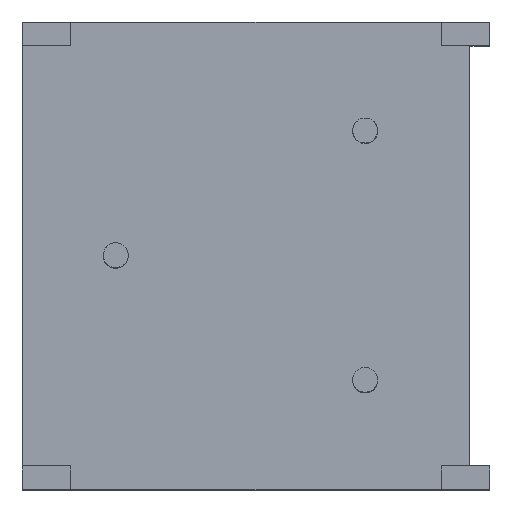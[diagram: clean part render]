
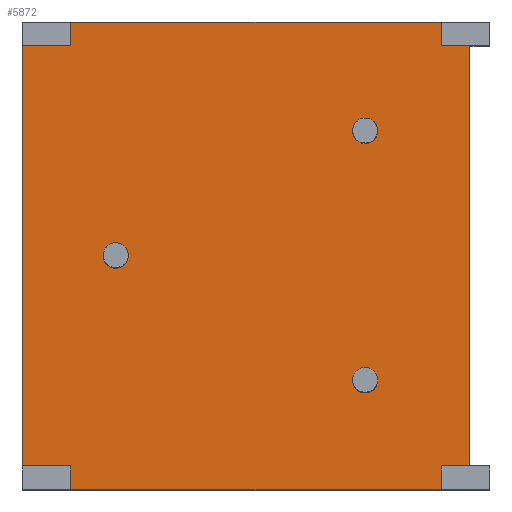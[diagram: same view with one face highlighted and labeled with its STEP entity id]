
A CAD part, top view. The second image highlights one B-rep face of the part: STEP entity #5872.
In plain terms, the highlighted free-form (B-spline) face has degree [1, 1] with [2, 2] control points.
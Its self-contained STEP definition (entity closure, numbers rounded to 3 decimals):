
#594=EDGE_CURVE('',#1690,#1691,#1692,.T.);
#596=EDGE_CURVE('',#1694,#1691,#1695,.T.);
#598=EDGE_CURVE('',#1694,#1697,#1698,.T.);
#600=EDGE_CURVE('',#1697,#1700,#1701,.T.);
#602=EDGE_CURVE('',#1703,#1700,#1704,.T.);
#604=EDGE_CURVE('',#1706,#1703,#1707,.T.);
#606=EDGE_CURVE('',#1706,#1709,#1710,.T.);
#608=EDGE_CURVE('',#1712,#1709,#1713,.T.);
#610=EDGE_CURVE('',#1712,#1715,#1716,.T.);
#612=EDGE_CURVE('',#1715,#1718,#1719,.T.);
#614=EDGE_CURVE('',#1721,#1718,#1722,.T.);
#616=EDGE_CURVE('',#1721,#1690,#1724,.T.);
#618=EDGE_CURVE('',#1726,#1727,#1728,.T.);
#620=EDGE_CURVE('',#1727,#1726,#1730,.T.);
#622=EDGE_CURVE('',#1732,#1733,#1734,.T.);
#624=EDGE_CURVE('',#1733,#1732,#1736,.T.);
#626=EDGE_CURVE('',#1738,#1739,#1740,.T.);
#628=EDGE_CURVE('',#1739,#1738,#1742,.T.);
#1690=VERTEX_POINT('',#3499);
#1691=VERTEX_POINT('',#3500);
#1692=LINE('',#3501,#3502);
#1694=VERTEX_POINT('',#3505);
#1695=LINE('',#3506,#3507);
#1697=VERTEX_POINT('',#3510);
#1698=LINE('',#3511,#3512);
#1700=VERTEX_POINT('',#3515);
#1701=LINE('',#3516,#3517);
#1703=VERTEX_POINT('',#3520);
#1704=LINE('',#3521,#3522);
#1706=VERTEX_POINT('',#3525);
#1707=LINE('',#3526,#3527);
#1709=VERTEX_POINT('',#3530);
#1710=LINE('',#3531,#3532);
#1712=VERTEX_POINT('',#3535);
#1713=LINE('',#3536,#3537);
#1715=VERTEX_POINT('',#3540);
#1716=LINE('',#3541,#3542);
#1718=VERTEX_POINT('',#3545);
#1719=LINE('',#3546,#3547);
#1721=VERTEX_POINT('',#3550);
#1722=LINE('',#3551,#3552);
#1724=LINE('',#3555,#3556);
#1726=VERTEX_POINT('',#3559);
#1727=VERTEX_POINT('',#3560);
#1728=CIRCLE('',#3561,0.254);
#1730=CIRCLE('',#3564,0.254);
#1732=VERTEX_POINT('',#3567);
#1733=VERTEX_POINT('',#3568);
#1734=CIRCLE('',#3569,0.254);
#1736=CIRCLE('',#3572,0.254);
#1738=VERTEX_POINT('',#3575);
#1739=VERTEX_POINT('',#3576);
#1740=CIRCLE('',#3577,0.254);
#1742=CIRCLE('',#3580,0.254);
#3499=CARTESIAN_POINT('',(4.42,4.28,0.0));
#3500=CARTESIAN_POINT('',(3.835,4.28,0.0));
#3501=CARTESIAN_POINT('',(4.42,4.28,0.0));
#3502=VECTOR('',#6148,0.584);
#3505=CARTESIAN_POINT('',(3.835,4.763,0.0));
#3506=CARTESIAN_POINT('',(3.835,4.763,0.0));
#3507=VECTOR('',#6149,0.483);
#3510=CARTESIAN_POINT('',(-3.708,4.763,0.0));
#3511=CARTESIAN_POINT('',(3.835,4.763,0.0));
#3512=VECTOR('',#6150,7.544);
#3515=CARTESIAN_POINT('',(-3.708,4.28,0.0));
#3516=CARTESIAN_POINT('',(-3.708,4.763,0.0));
#3517=VECTOR('',#6151,0.483);
#3520=CARTESIAN_POINT('',(-4.699,4.28,0.0));
#3521=CARTESIAN_POINT('',(-4.699,4.28,0.0));
#3522=VECTOR('',#6152,0.991);
#3525=CARTESIAN_POINT('',(-4.699,-4.28,0.0));
#3526=CARTESIAN_POINT('',(-4.699,-4.28,0.0));
#3527=VECTOR('',#6153,8.56);
#3530=CARTESIAN_POINT('',(-3.708,-4.28,0.0));
#3531=CARTESIAN_POINT('',(-4.699,-4.28,0.0));
#3532=VECTOR('',#6154,0.991);
#3535=CARTESIAN_POINT('',(-3.708,-4.763,0.0));
#3536=CARTESIAN_POINT('',(-3.708,-4.763,0.0));
#3537=VECTOR('',#6155,0.483);
#3540=CARTESIAN_POINT('',(3.835,-4.763,0.0));
#3541=CARTESIAN_POINT('',(-3.708,-4.763,0.0));
#3542=VECTOR('',#6156,7.544);
#3545=CARTESIAN_POINT('',(3.835,-4.28,0.0));
#3546=CARTESIAN_POINT('',(3.835,-4.763,0.0));
#3547=VECTOR('',#6157,0.483);
#3550=CARTESIAN_POINT('',(4.42,-4.28,0.0));
#3551=CARTESIAN_POINT('',(4.42,-4.28,0.0));
#3552=VECTOR('',#6158,0.584);
#3555=CARTESIAN_POINT('',(4.42,-4.28,0.0));
#3556=VECTOR('',#6159,8.56);
#3559=CARTESIAN_POINT('',(2.286,-2.794,0.0));
#3560=CARTESIAN_POINT('',(2.286,-2.286,0.0));
#3561=AXIS2_PLACEMENT_3D('',#6160,#6161,#6162);
#3564=AXIS2_PLACEMENT_3D('',#6163,#6164,#6165);
#3567=CARTESIAN_POINT('',(2.286,2.286,0.0));
#3568=CARTESIAN_POINT('',(2.286,2.794,0.0));
#3569=AXIS2_PLACEMENT_3D('',#6166,#6167,#6168);
#3572=AXIS2_PLACEMENT_3D('',#6169,#6170,#6171);
#3575=CARTESIAN_POINT('',(-2.794,-0.254,0.0));
#3576=CARTESIAN_POINT('',(-2.794,0.254,0.0));
#3577=AXIS2_PLACEMENT_3D('',#6172,#6173,#6174);
#3580=AXIS2_PLACEMENT_3D('',#6175,#6176,#6177);
#5872=ADVANCED_FACE('',(#6730,#6731,#6732,#6733),#6734,.F.);
#6148=DIRECTION('',(-1.0,0.0,0.0));
#6149=DIRECTION('',(0.0,-1.0,0.0));
#6150=DIRECTION('',(-1.0,0.0,0.0));
#6151=DIRECTION('',(0.0,-1.0,0.0));
#6152=DIRECTION('',(1.0,0.0,0.0));
#6153=DIRECTION('',(0.0,1.0,0.0));
#6154=DIRECTION('',(1.0,0.0,0.0));
#6155=DIRECTION('',(0.0,1.0,0.0));
#6156=DIRECTION('',(1.0,0.0,0.0));
#6157=DIRECTION('',(0.0,1.0,0.0));
#6158=DIRECTION('',(-1.0,0.0,0.0));
#6159=DIRECTION('',(0.0,1.0,0.0));
#6160=CARTESIAN_POINT('',(2.286,-2.54,0.0));
#6161=DIRECTION('',(0.0,0.0,1.0));
#6162=DIRECTION('',(0.0,-1.0,0.0));
#6163=CARTESIAN_POINT('',(2.286,-2.54,0.0));
#6164=DIRECTION('',(0.0,-0.0,1.0));
#6165=DIRECTION('',(0.0,1.0,0.0));
#6166=CARTESIAN_POINT('',(2.286,2.54,0.0));
#6167=DIRECTION('',(0.0,0.0,1.0));
#6168=DIRECTION('',(0.0,-1.0,0.0));
#6169=CARTESIAN_POINT('',(2.286,2.54,0.0));
#6170=DIRECTION('',(0.0,-0.0,1.0));
#6171=DIRECTION('',(0.0,1.0,0.0));
#6172=CARTESIAN_POINT('',(-2.794,0.0,0.0));
#6173=DIRECTION('',(0.0,0.0,1.0));
#6174=DIRECTION('',(0.0,-1.0,0.0));
#6175=CARTESIAN_POINT('',(-2.794,0.0,0.0));
#6176=DIRECTION('',(0.0,-0.0,1.0));
#6177=DIRECTION('',(0.0,1.0,0.0));
#6730=FACE_OUTER_BOUND('',#7099,.T.);
#6731=FACE_BOUND('',#7100,.T.);
#6732=FACE_BOUND('',#7101,.T.);
#6733=FACE_BOUND('',#7102,.T.);
#6734=B_SPLINE_SURFACE_WITH_KNOTS('',1,1,((#7103,#7104),(#7105,#7106)),.UNSPECIFIED.,.F.,.F.,.F.,(2,2),(2,2),(-0.185,0.174),(-0.188,0.188),.UNSPECIFIED.);
#7099=EDGE_LOOP('',(#8310,#8311,#8312,#8313,#8314,#8315,#8316,#8317,#8318,#8319,#8320,#8321));
#7100=EDGE_LOOP('',(#8322,#8323));
#7101=EDGE_LOOP('',(#8324,#8325));
#7102=EDGE_LOOP('',(#8326,#8327));
#7103=CARTESIAN_POINT('',(-4.7,4.764,0.0));
#7104=CARTESIAN_POINT('',(-4.7,-4.764,0.0));
#7105=CARTESIAN_POINT('',(4.421,4.764,0.0));
#7106=CARTESIAN_POINT('',(4.421,-4.764,0.0));
#8310=ORIENTED_EDGE('',*,*,#594,.T.);
#8311=ORIENTED_EDGE('',*,*,#596,.F.);
#8312=ORIENTED_EDGE('',*,*,#598,.T.);
#8313=ORIENTED_EDGE('',*,*,#600,.T.);
#8314=ORIENTED_EDGE('',*,*,#602,.F.);
#8315=ORIENTED_EDGE('',*,*,#604,.F.);
#8316=ORIENTED_EDGE('',*,*,#606,.T.);
#8317=ORIENTED_EDGE('',*,*,#608,.F.);
#8318=ORIENTED_EDGE('',*,*,#610,.T.);
#8319=ORIENTED_EDGE('',*,*,#612,.T.);
#8320=ORIENTED_EDGE('',*,*,#614,.F.);
#8321=ORIENTED_EDGE('',*,*,#616,.T.);
#8322=ORIENTED_EDGE('',*,*,#618,.F.);
#8323=ORIENTED_EDGE('',*,*,#620,.F.);
#8324=ORIENTED_EDGE('',*,*,#622,.F.);
#8325=ORIENTED_EDGE('',*,*,#624,.F.);
#8326=ORIENTED_EDGE('',*,*,#626,.F.);
#8327=ORIENTED_EDGE('',*,*,#628,.F.);
